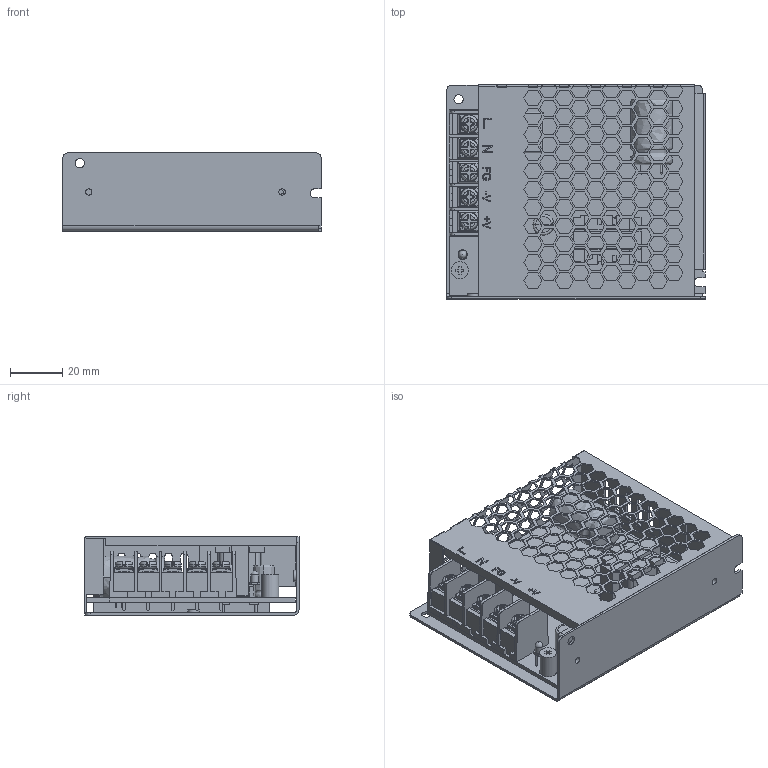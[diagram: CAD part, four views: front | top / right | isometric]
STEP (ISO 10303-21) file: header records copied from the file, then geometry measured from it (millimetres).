
FILE_DESCRIPTION(/* description */ (''),/* implementation_level */ '2;1');
FILE_NAME(/* name */ 'LRS-50-Series(MW).stp',/* time_stamp */ '2017-10-16T11:42:00+09:00',/* author */ (''),/* organization */ (''),/* preprocessor_version */ 'ST-DEVELOPER v15',/* originating_system */ 'SIEMENS PLM Software NX 8.5',/* authorisation */ '');
FILE_SCHEMA (('AUTOMOTIVE_DESIGN { 1 0 10303 214 3 1 1 1 }'));
Products named in the file (1): kimj388CFB76w7zk
Bounding box: 99 x 82 x 30 mm (x, y, z)
Volume: 44349.8 mm3; surface area: 74309.5 mm2
Topology: 31 solids, 46 shells, 2172 faces, 5842 edges, 3718 vertices
Faces by surface type: plane 1505, cylinder 291, bspline 252, sphere 53, torus 35, revolution 25, extrusion 6, cone 5
Full cylindrical faces by diameter (mm): 0.5 x8, 0.9 x8, 2 x1, 2.4 x4, 2.94 x5, 3 x1, 3.5 x2, 3.675 x5, 4.4 x4, 5.39 x5, 6.492 x5, 6.5 x1
Entity records: 76777 total; most frequent: CARTESIAN_POINT 22162, ORIENTED_EDGE 11347, DIRECTION 9946, EDGE_CURVE 5705, VECTOR 4335, LINE 4329, VERTEX_POINT 3699, AXIS2_PLACEMENT_3D 2793
